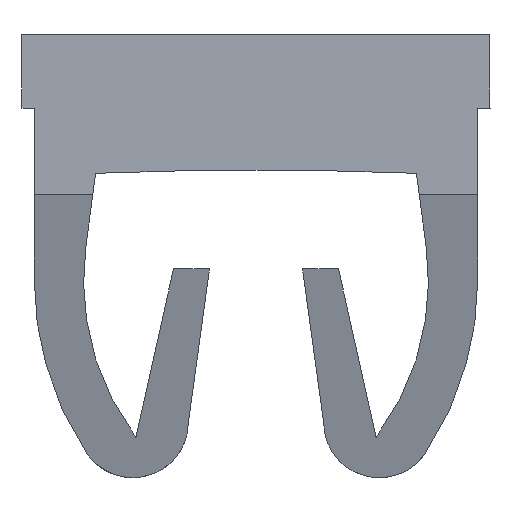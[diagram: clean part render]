
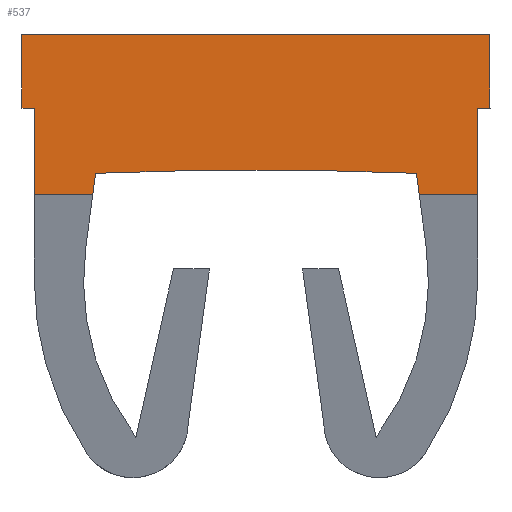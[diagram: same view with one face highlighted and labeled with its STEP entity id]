
A CAD part, front view. The second image highlights one B-rep face of the part: STEP entity #537.
In plain terms, the highlighted planar face has unit normal (0, -1, 0).
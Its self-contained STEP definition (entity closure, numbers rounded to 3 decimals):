
#453=AXIS2_PLACEMENT_3D('Plane Axis2P3D',#450,#451,#452) ;
#466=AXIS2_PLACEMENT_3D('Circle Axis2P3D',#464,#465,$) ;
#70=CARTESIAN_POINT('Vertex',(3.7,0.,3.)) ;
#73=CARTESIAN_POINT('Line Origine',(3.7,0.,2.65)) ;
#77=CARTESIAN_POINT('Vertex',(3.7,0.,2.3)) ;
#435=CARTESIAN_POINT('Vertex',(3.8,0.,3.)) ;
#438=CARTESIAN_POINT('Line Origine',(3.75,0.,3.)) ;
#450=CARTESIAN_POINT('Axis2P3D Location',(1.9,0.,2.5)) ;
#455=CARTESIAN_POINT('Line Origine',(0.586,0.,2.386)) ;
#459=CARTESIAN_POINT('Vertex',(0.575,0.,2.3)) ;
#461=CARTESIAN_POINT('Vertex',(0.597,0.,2.471)) ;
#464=CARTESIAN_POINT('Axis2P3D Location',(1.9,0.,-27.5)) ;
#468=CARTESIAN_POINT('Vertex',(3.203,0.,2.471)) ;
#471=CARTESIAN_POINT('Line Origine',(3.214,0.,2.386)) ;
#475=CARTESIAN_POINT('Vertex',(3.225,0.,2.3)) ;
#478=CARTESIAN_POINT('Line Origine',(3.463,0.,2.3)) ;
#483=CARTESIAN_POINT('Line Origine',(3.8,0.,3.3)) ;
#487=CARTESIAN_POINT('Vertex',(3.8,0.,3.6)) ;
#490=CARTESIAN_POINT('Line Origine',(1.9,0.,3.6)) ;
#494=CARTESIAN_POINT('Vertex',(0.,0.,3.6)) ;
#497=CARTESIAN_POINT('Line Origine',(0.,0.,3.3)) ;
#501=CARTESIAN_POINT('Vertex',(0.,0.,3.)) ;
#504=CARTESIAN_POINT('Line Origine',(0.05,0.,3.)) ;
#508=CARTESIAN_POINT('Vertex',(0.1,0.,3.)) ;
#511=CARTESIAN_POINT('Line Origine',(0.1,0.,2.65)) ;
#515=CARTESIAN_POINT('Vertex',(0.1,0.,2.3)) ;
#518=CARTESIAN_POINT('Line Origine',(0.337,0.,2.3)) ;
#74=DIRECTION('Vector Direction',(0.,0.,1.)) ;
#439=DIRECTION('Vector Direction',(1.,0.,0.)) ;
#451=DIRECTION('Axis2P3D Direction',(0.,-1.,0.)) ;
#452=DIRECTION('Axis2P3D XDirection',(1.,0.,0.)) ;
#456=DIRECTION('Vector Direction',(-0.131,0.,-0.991)) ;
#465=DIRECTION('Axis2P3D Direction',(0.,-1.,0.)) ;
#472=DIRECTION('Vector Direction',(0.131,0.,-0.991)) ;
#479=DIRECTION('Vector Direction',(1.,0.,0.)) ;
#484=DIRECTION('Vector Direction',(0.,0.,1.)) ;
#491=DIRECTION('Vector Direction',(1.,0.,0.)) ;
#498=DIRECTION('Vector Direction',(0.,0.,-1.)) ;
#505=DIRECTION('Vector Direction',(1.,0.,0.)) ;
#512=DIRECTION('Vector Direction',(0.,0.,-1.)) ;
#519=DIRECTION('Vector Direction',(1.,0.,0.)) ;
#75=VECTOR('Line Direction',#74,1.) ;
#440=VECTOR('Line Direction',#439,1.) ;
#457=VECTOR('Line Direction',#456,1.) ;
#473=VECTOR('Line Direction',#472,1.) ;
#480=VECTOR('Line Direction',#479,1.) ;
#485=VECTOR('Line Direction',#484,1.) ;
#492=VECTOR('Line Direction',#491,1.) ;
#499=VECTOR('Line Direction',#498,1.) ;
#506=VECTOR('Line Direction',#505,1.) ;
#513=VECTOR('Line Direction',#512,1.) ;
#520=VECTOR('Line Direction',#519,1.) ;
#524=ORIENTED_EDGE('',*,*,#463,.T.) ;
#525=ORIENTED_EDGE('',*,*,#470,.T.) ;
#526=ORIENTED_EDGE('',*,*,#477,.T.) ;
#527=ORIENTED_EDGE('',*,*,#482,.T.) ;
#528=ORIENTED_EDGE('',*,*,#79,.T.) ;
#529=ORIENTED_EDGE('',*,*,#442,.T.) ;
#530=ORIENTED_EDGE('',*,*,#489,.T.) ;
#531=ORIENTED_EDGE('',*,*,#496,.T.) ;
#532=ORIENTED_EDGE('',*,*,#503,.T.) ;
#533=ORIENTED_EDGE('',*,*,#510,.T.) ;
#534=ORIENTED_EDGE('',*,*,#517,.T.) ;
#535=ORIENTED_EDGE('',*,*,#522,.T.) ;
#537=ADVANCED_FACE('S3D_gedreht',(#536),#454,.T.) ;
#467=CIRCLE('generated circle',#466,30.) ;
#79=EDGE_CURVE('',#78,#71,#76,.T.) ;
#442=EDGE_CURVE('',#71,#436,#441,.T.) ;
#463=EDGE_CURVE('',#460,#462,#458,.F.) ;
#470=EDGE_CURVE('',#462,#469,#467,.F.) ;
#477=EDGE_CURVE('',#469,#476,#474,.T.) ;
#482=EDGE_CURVE('',#476,#78,#481,.T.) ;
#489=EDGE_CURVE('',#436,#488,#486,.T.) ;
#496=EDGE_CURVE('',#488,#495,#493,.F.) ;
#503=EDGE_CURVE('',#495,#502,#500,.T.) ;
#510=EDGE_CURVE('',#502,#509,#507,.T.) ;
#517=EDGE_CURVE('',#509,#516,#514,.T.) ;
#522=EDGE_CURVE('',#516,#460,#521,.T.) ;
#523=EDGE_LOOP('',(#524,#525,#526,#527,#528,#529,#530,#531,#532,#533,#534,#535)) ;
#536=FACE_OUTER_BOUND('',#523,.T.) ;
#76=LINE('Line',#73,#75) ;
#441=LINE('Line',#438,#440) ;
#458=LINE('Line',#455,#457) ;
#474=LINE('Line',#471,#473) ;
#481=LINE('Line',#478,#480) ;
#486=LINE('Line',#483,#485) ;
#493=LINE('Line',#490,#492) ;
#500=LINE('Line',#497,#499) ;
#507=LINE('Line',#504,#506) ;
#514=LINE('Line',#511,#513) ;
#521=LINE('Line',#518,#520) ;
#454=PLANE('',#453) ;
#71=VERTEX_POINT('',#70) ;
#78=VERTEX_POINT('',#77) ;
#436=VERTEX_POINT('',#435) ;
#460=VERTEX_POINT('',#459) ;
#462=VERTEX_POINT('',#461) ;
#469=VERTEX_POINT('',#468) ;
#476=VERTEX_POINT('',#475) ;
#488=VERTEX_POINT('',#487) ;
#495=VERTEX_POINT('',#494) ;
#502=VERTEX_POINT('',#501) ;
#509=VERTEX_POINT('',#508) ;
#516=VERTEX_POINT('',#515) ;
